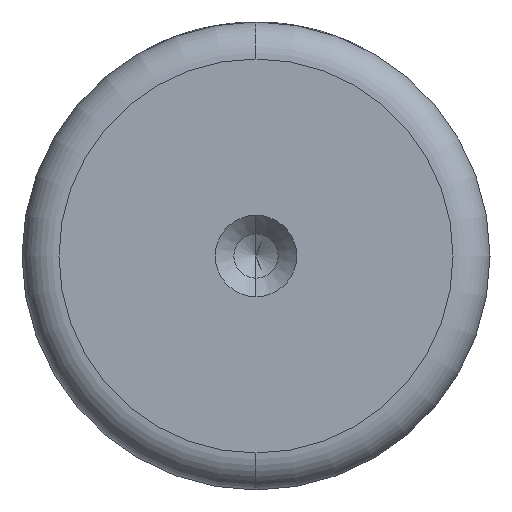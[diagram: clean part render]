
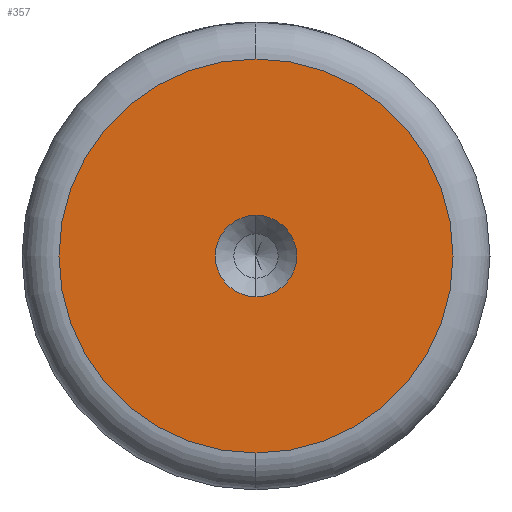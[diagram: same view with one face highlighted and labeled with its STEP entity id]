
A CAD part, left-side view. The second image highlights one B-rep face of the part: STEP entity #357.
In plain terms, the highlighted planar face has unit normal (-1, 0, 0).
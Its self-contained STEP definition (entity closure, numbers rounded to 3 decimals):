
#7 = ORIENTED_EDGE ( 'NONE', *, *, #733, .F. ) ;
#84 = DIRECTION ( 'NONE',  ( 0., 0., 1. ) ) ;
#120 = DIRECTION ( 'NONE',  ( -1., 0., 0. ) ) ;
#125 = CARTESIAN_POINT ( 'NONE',  ( 0., 0., 0. ) ) ;
#219 = AXIS2_PLACEMENT_3D ( 'NONE', #781, #120, #896 ) ;
#241 = DIRECTION ( 'NONE',  ( 0., 0., 1. ) ) ;
#297 = EDGE_LOOP ( 'NONE', ( #836, #366 ) ) ;
#357 = ADVANCED_FACE ( 'NONE', ( #494, #1238 ), #545, .T. ) ;
#366 = ORIENTED_EDGE ( 'NONE', *, *, #1312, .T. ) ;
#379 = CARTESIAN_POINT ( 'NONE',  ( 0., 0., 16. ) ) ;
#487 = AXIS2_PLACEMENT_3D ( 'NONE', #1296, #751, #84 ) ;
#494 = FACE_BOUND ( 'NONE', #880, .T. ) ;
#513 = CIRCLE ( 'NONE', #1032, 16. ) ;
#522 = VERTEX_POINT ( 'NONE', #661 ) ;
#545 = PLANE ( 'NONE',  #487 ) ;
#594 = DIRECTION ( 'NONE',  ( -1., 0., 0. ) ) ;
#601 = AXIS2_PLACEMENT_3D ( 'NONE', #1254, #611, #1360 ) ;
#604 = AXIS2_PLACEMENT_3D ( 'NONE', #125, #898, #241 ) ;
#611 = DIRECTION ( 'NONE',  ( -1., 0., 0. ) ) ;
#651 = ORIENTED_EDGE ( 'NONE', *, *, #957, .F. ) ;
#661 = CARTESIAN_POINT ( 'NONE',  ( 0., 0., -3.3 ) ) ;
#715 = CARTESIAN_POINT ( 'NONE',  ( 0., 0., 3.3 ) ) ;
#733 = EDGE_CURVE ( 'NONE', #522, #972, #752, .T. ) ;
#751 = DIRECTION ( 'NONE',  ( -1., 0., 0. ) ) ;
#752 = CIRCLE ( 'NONE', #219, 3.3 ) ;
#781 = CARTESIAN_POINT ( 'NONE',  ( 0., 0., 0. ) ) ;
#817 = VERTEX_POINT ( 'NONE', #1130 ) ;
#834 = VERTEX_POINT ( 'NONE', #379 ) ;
#836 = ORIENTED_EDGE ( 'NONE', *, *, #1375, .T. ) ;
#880 = EDGE_LOOP ( 'NONE', ( #651, #7 ) ) ;
#896 = DIRECTION ( 'NONE',  ( 0., 0., 1. ) ) ;
#898 = DIRECTION ( 'NONE',  ( -1., 0., 0. ) ) ;
#957 = EDGE_CURVE ( 'NONE', #972, #522, #1134, .T. ) ;
#961 = CIRCLE ( 'NONE', #604, 16. ) ;
#972 = VERTEX_POINT ( 'NONE', #715 ) ;
#1032 = AXIS2_PLACEMENT_3D ( 'NONE', #1239, #594, #1344 ) ;
#1130 = CARTESIAN_POINT ( 'NONE',  ( 0., 0., -16. ) ) ;
#1134 = CIRCLE ( 'NONE', #601, 3.3 ) ;
#1238 = FACE_OUTER_BOUND ( 'NONE', #297, .T. ) ;
#1239 = CARTESIAN_POINT ( 'NONE',  ( 0., 0., 0. ) ) ;
#1254 = CARTESIAN_POINT ( 'NONE',  ( 0., 0., 0. ) ) ;
#1296 = CARTESIAN_POINT ( 'NONE',  ( 0., 0., 0. ) ) ;
#1312 = EDGE_CURVE ( 'NONE', #817, #834, #961, .T. ) ;
#1344 = DIRECTION ( 'NONE',  ( 0., 0., 1. ) ) ;
#1360 = DIRECTION ( 'NONE',  ( 0., 0., 1. ) ) ;
#1375 = EDGE_CURVE ( 'NONE', #834, #817, #513, .T. ) ;
